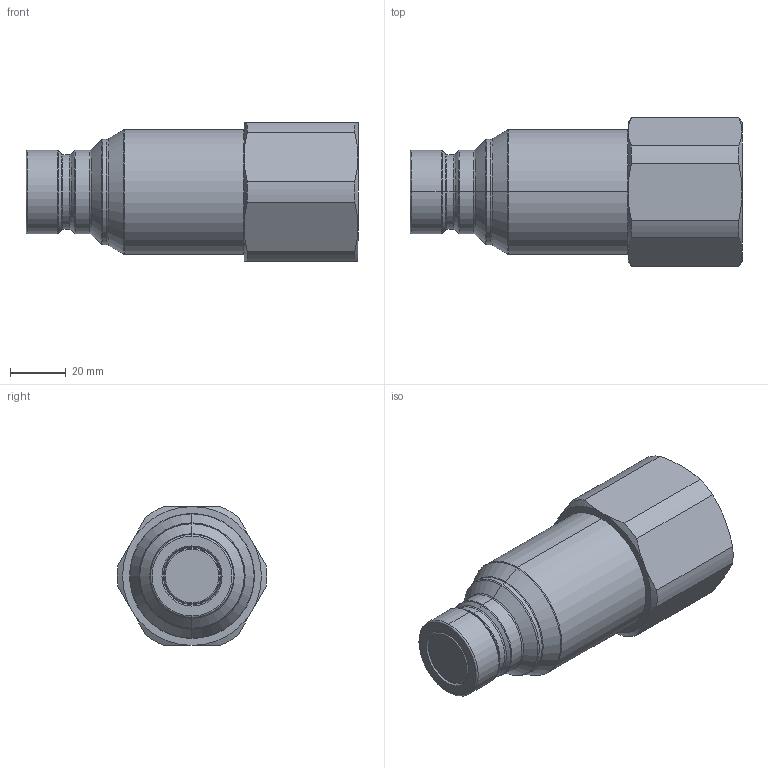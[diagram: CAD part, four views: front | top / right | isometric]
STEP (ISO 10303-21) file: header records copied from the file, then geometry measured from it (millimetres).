
FILE_DESCRIPTION (( 'STEP AP214' ), '1' );
FILE_NAME ('FEC-752-16FB.STEP', '2015-08-27T11:23:39', ( 'admin' ), ( 'Microsoft' ), 'SwSTEP 2.0', 'SolidWorks 2009', '' );
FILE_SCHEMA (( 'AUTOMOTIVE_DESIGN' ));
Length unit declared in the file: millimetre
Products named in the file (1): FEC-752-16FB
Bounding box: 119.55 x 53.94 x 50 mm (x, y, z)
Volume: 171593 mm3; surface area: 22915.4 mm2
Topology: 1 solids, 1 shells, 93 faces, 194 edges, 108 vertices
Faces by surface type: cone 32, cylinder 26, torus 22, plane 13
Entity records: 2573 total; most frequent: CARTESIAN_POINT 540, DIRECTION 476, ORIENTED_EDGE 388, AXIS2_PLACEMENT_3D 212, EDGE_CURVE 194, CIRCLE 118, VERTEX_POINT 108, EDGE_LOOP 98
